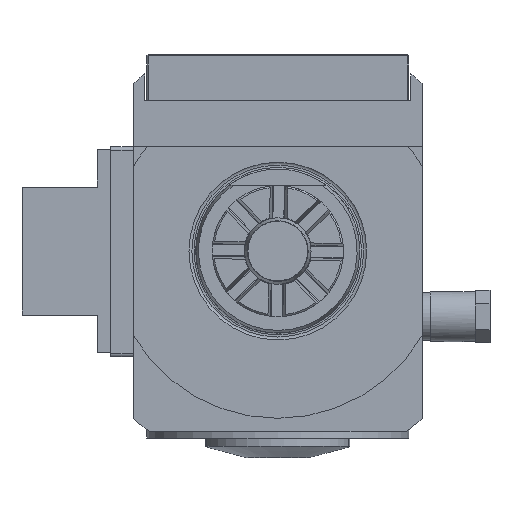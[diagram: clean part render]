
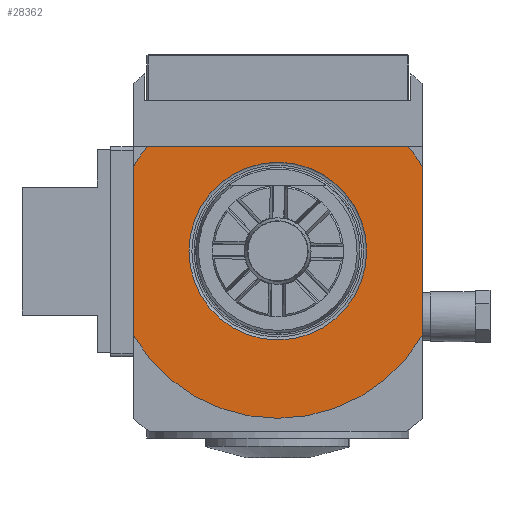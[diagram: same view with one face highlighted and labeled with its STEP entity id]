
A CAD part, front view. The second image highlights one B-rep face of the part: STEP entity #28362.
In plain terms, the highlighted planar face has unit normal (0, -1, 0).
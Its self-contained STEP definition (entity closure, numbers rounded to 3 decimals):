
#703 = VERTEX_POINT ( 'NONE', #14958 ) ;
#1464 = VECTOR ( 'NONE', #6664, 1000. ) ;
#1645 = FACE_OUTER_BOUND ( 'NONE', #28953, .T. ) ;
#1929 = CIRCLE ( 'NONE', #5906, 51. ) ;
#2168 = CARTESIAN_POINT ( 'NONE',  ( 0., -1., 0. ) ) ;
#2304 = DIRECTION ( 'NONE',  ( 0., 1., 0. ) ) ;
#2320 = LINE ( 'NONE', #16465, #11498 ) ;
#2336 = ORIENTED_EDGE ( 'NONE', *, *, #11802, .F. ) ;
#2824 = EDGE_CURVE ( 'NONE', #703, #24109, #8807, .T. ) ;
#3530 = ORIENTED_EDGE ( 'NONE', *, *, #2824, .F. ) ;
#4046 = LINE ( 'NONE', #23111, #1464 ) ;
#4344 = VERTEX_POINT ( 'NONE', #21060 ) ;
#4655 = DIRECTION ( 'NONE',  ( -1., 0., 0. ) ) ;
#4815 = DIRECTION ( 'NONE',  ( 0., 1., 0. ) ) ;
#5262 = DIRECTION ( 'NONE',  ( 0., 0., -1. ) ) ;
#5906 = AXIS2_PLACEMENT_3D ( 'NONE', #18298, #2304, #16448 ) ;
#6024 = VERTEX_POINT ( 'NONE', #20575 ) ;
#6526 = DIRECTION ( 'NONE',  ( 1., 0., 0. ) ) ;
#6664 = DIRECTION ( 'NONE',  ( 0., 0., -1. ) ) ;
#8147 = AXIS2_PLACEMENT_3D ( 'NONE', #2168, #4815, #6526 ) ;
#8794 = EDGE_CURVE ( 'NONE', #22285, #6024, #2320, .T. ) ;
#8807 = CIRCLE ( 'NONE', #30543, 51. ) ;
#8836 = EDGE_CURVE ( 'NONE', #9522, #24109, #28872, .T. ) ;
#9522 = VERTEX_POINT ( 'NONE', #19162 ) ;
#10007 = ORIENTED_EDGE ( 'NONE', *, *, #8794, .T. ) ;
#10302 = DIRECTION ( 'NONE',  ( 0., 1., 0. ) ) ;
#11498 = VECTOR ( 'NONE', #4655, 1000. ) ;
#11718 = AXIS2_PLACEMENT_3D ( 'NONE', #17660, #27748, #15799 ) ;
#11802 = EDGE_CURVE ( 'NONE', #22285, #4344, #19546, .T. ) ;
#12040 = DIRECTION ( 'NONE',  ( -1., 0., 0. ) ) ;
#12476 = VECTOR ( 'NONE', #5262, 1000. ) ;
#14189 = VERTEX_POINT ( 'NONE', #16551 ) ;
#14496 = DIRECTION ( 'NONE',  ( 1., 0., 0. ) ) ;
#14958 = CARTESIAN_POINT ( 'NONE',  ( 44., -1., -25.788 ) ) ;
#15799 = DIRECTION ( 'NONE',  ( 1., 0., 0. ) ) ;
#16353 = AXIS2_PLACEMENT_3D ( 'NONE', #17187, #19023, #12040 ) ;
#16448 = DIRECTION ( 'NONE',  ( 1., 0., 0. ) ) ;
#16465 = CARTESIAN_POINT ( 'NONE',  ( -27.15, -1., 32. ) ) ;
#16551 = CARTESIAN_POINT ( 'NONE',  ( -27.095, -1., 0. ) ) ;
#17091 = CARTESIAN_POINT ( 'NONE',  ( -44., -1., 0. ) ) ;
#17187 = CARTESIAN_POINT ( 'NONE',  ( 0., -1., 0. ) ) ;
#17660 = CARTESIAN_POINT ( 'NONE',  ( -27.15, -1., 0. ) ) ;
#17957 = PLANE ( 'NONE',  #11718 ) ;
#18298 = CARTESIAN_POINT ( 'NONE',  ( 0., -1., 0. ) ) ;
#18304 = CIRCLE ( 'NONE', #16353, 27.095 ) ;
#18549 = EDGE_CURVE ( 'NONE', #9522, #6024, #1929, .T. ) ;
#19023 = DIRECTION ( 'NONE',  ( 0., -1., 0. ) ) ;
#19162 = CARTESIAN_POINT ( 'NONE',  ( -44., -1., 25.788 ) ) ;
#19546 = CIRCLE ( 'NONE', #8147, 51. ) ;
#20495 = EDGE_CURVE ( 'NONE', #14189, #14189, #18304, .T. ) ;
#20575 = CARTESIAN_POINT ( 'NONE',  ( -39.711, -1., 32. ) ) ;
#21060 = CARTESIAN_POINT ( 'NONE',  ( 44., -1., 25.788 ) ) ;
#21930 = CARTESIAN_POINT ( 'NONE',  ( 39.711, -1., 32. ) ) ;
#21983 = ORIENTED_EDGE ( 'NONE', *, *, #8836, .T. ) ;
#22285 = VERTEX_POINT ( 'NONE', #21930 ) ;
#22448 = FACE_BOUND ( 'NONE', #23178, .T. ) ;
#23111 = CARTESIAN_POINT ( 'NONE',  ( 44., -1., 0. ) ) ;
#23178 = EDGE_LOOP ( 'NONE', ( #28068 ) ) ;
#24109 = VERTEX_POINT ( 'NONE', #29389 ) ;
#25686 = ORIENTED_EDGE ( 'NONE', *, *, #27311, .F. ) ;
#26747 = CARTESIAN_POINT ( 'NONE',  ( 0., -1., 0. ) ) ;
#27311 = EDGE_CURVE ( 'NONE', #4344, #703, #4046, .T. ) ;
#27748 = DIRECTION ( 'NONE',  ( 0., 1., 0. ) ) ;
#28068 = ORIENTED_EDGE ( 'NONE', *, *, #20495, .F. ) ;
#28362 = ADVANCED_FACE ( 'Defeature completata1_346', ( #1645, #22448 ), #17957, .F. ) ;
#28872 = LINE ( 'NONE', #17091, #12476 ) ;
#28953 = EDGE_LOOP ( 'NONE', ( #2336, #10007, #29697, #21983, #3530, #25686 ) ) ;
#29389 = CARTESIAN_POINT ( 'NONE',  ( -44., -1., -25.788 ) ) ;
#29697 = ORIENTED_EDGE ( 'NONE', *, *, #18549, .F. ) ;
#30543 = AXIS2_PLACEMENT_3D ( 'NONE', #26747, #10302, #14496 ) ;
